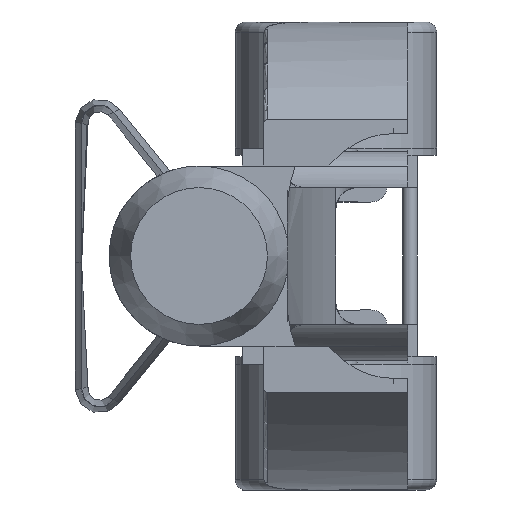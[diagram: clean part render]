
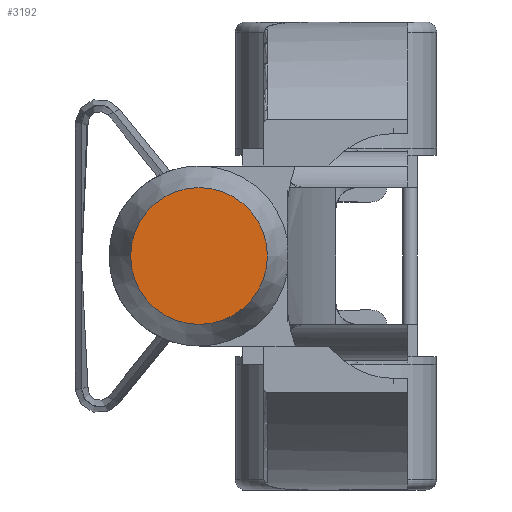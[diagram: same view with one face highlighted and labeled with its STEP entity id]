
A CAD part, left-side view. The second image highlights one B-rep face of the part: STEP entity #3192.
In plain terms, the highlighted planar face has unit normal (-1, 0, 0).
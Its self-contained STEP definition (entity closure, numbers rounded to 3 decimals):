
#261=PLANE('',#3500);
#895=FACE_OUTER_BOUND('',#1082,.T.);
#1082=EDGE_LOOP('',(#2817));
#1256=CIRCLE('',#3501,9.5);
#1550=VERTEX_POINT('',#7494);
#2005=EDGE_CURVE('',#1550,#1550,#1256,.T.);
#2817=ORIENTED_EDGE('',*,*,#2005,.T.);
#3192=ADVANCED_FACE('',(#895),#261,.F.);
#3500=AXIS2_PLACEMENT_3D('',#7493,#4256,#4257);
#3501=AXIS2_PLACEMENT_3D('',#7495,#4258,#4259);
#4256=DIRECTION('center_axis',(1.,0.,0.));
#4257=DIRECTION('ref_axis',(0.,0.,-1.));
#4258=DIRECTION('center_axis',(-1.,0.,0.));
#4259=DIRECTION('ref_axis',(0.,1.,0.));
#7493=CARTESIAN_POINT('Origin',(50.,29.,4.75));
#7494=CARTESIAN_POINT('',(50.,19.5,0.));
#7495=CARTESIAN_POINT('Origin',(50.,29.,0.));
